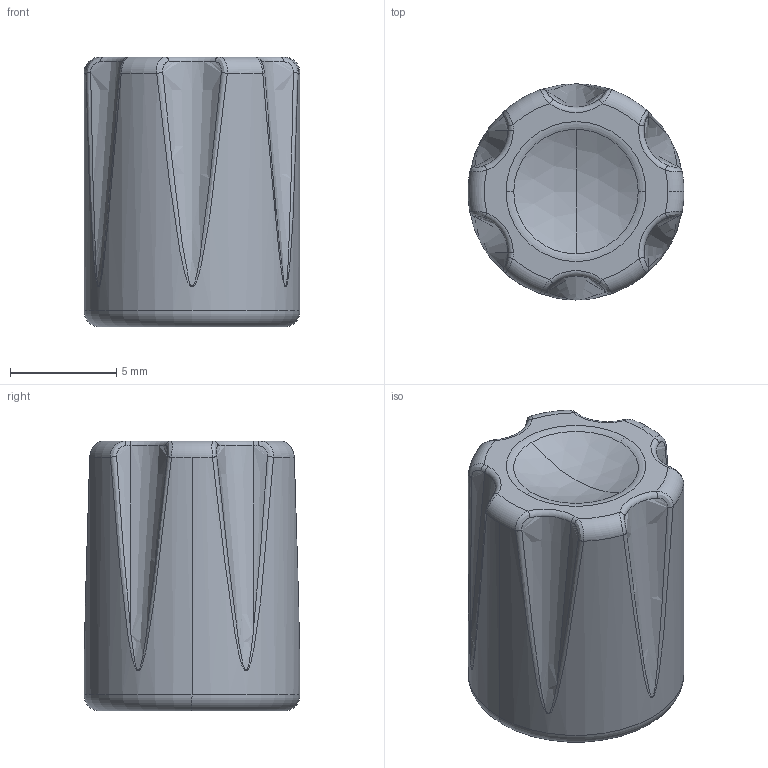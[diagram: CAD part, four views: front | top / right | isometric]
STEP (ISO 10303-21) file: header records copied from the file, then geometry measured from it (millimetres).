
FILE_DESCRIPTION (( 'STEP AP214' ), '1' );
FILE_NAME ('Knob.STEP', '2025-08-05T17:09:20', ( '' ), ( '' ), 'SwSTEP 2.0', 'SolidWorks 2025', '' );
FILE_SCHEMA (( 'AUTOMOTIVE_DESIGN' ));
Length unit declared in the file: inch
Products named in the file (1): Knob
Bounding box: 10.16 x 10.16 x 12.7 mm (x, y, z)
Volume: 693 mm3; surface area: 723.3 mm2
Topology: 1 solids, 1 shells, 54 faces, 122 edges, 72 vertices
Faces by surface type: torus 19, bspline 18, cone 8, cylinder 4, plane 3, sphere 2
Entity records: 2941 total; most frequent: CARTESIAN_POINT 1791, ORIENTED_EDGE 244, DIRECTION 236, EDGE_CURVE 122, AXIS2_PLACEMENT_3D 115, CIRCLE 78, VERTEX_POINT 72, EDGE_LOOP 56
